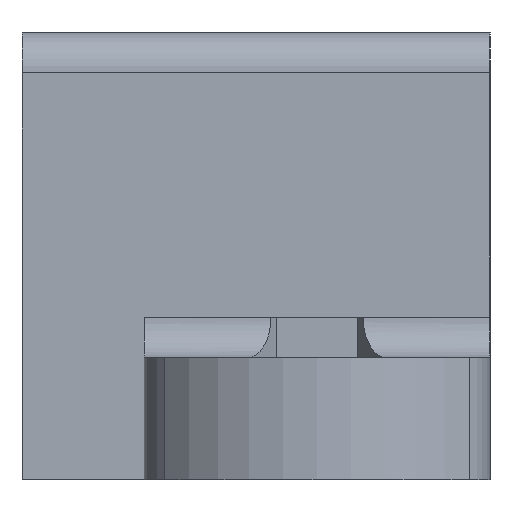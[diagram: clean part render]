
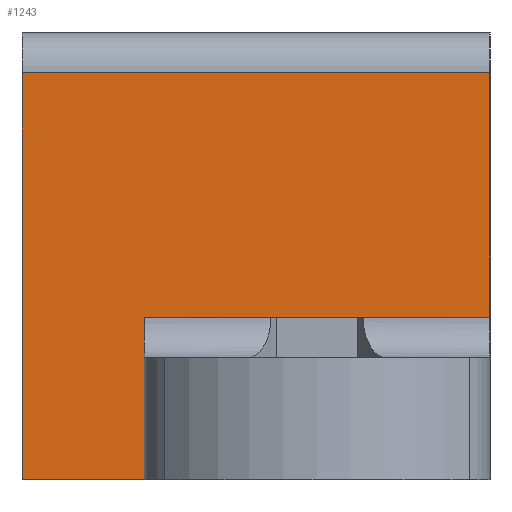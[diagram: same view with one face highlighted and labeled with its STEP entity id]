
A CAD part, left-side view. The second image highlights one B-rep face of the part: STEP entity #1243.
In plain terms, the highlighted planar face has unit normal (-1, 0, 0).
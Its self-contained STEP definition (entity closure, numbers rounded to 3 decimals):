
#85=FACE_OUTER_BOUND('',#145,.T.);
#145=EDGE_LOOP('',(#1073,#1074,#1075,#1076,#1077,#1078,#1079,#1080));
#211=LINE('',#1759,#361);
#220=LINE('',#1784,#370);
#298=LINE('',#1957,#448);
#316=LINE('',#2011,#466);
#317=LINE('',#2016,#467);
#322=LINE('',#2029,#472);
#323=LINE('',#2031,#473);
#324=LINE('',#2032,#474);
#361=VECTOR('',#1411,10.);
#370=VECTOR('',#1432,10.);
#448=VECTOR('',#1584,10.);
#466=VECTOR('',#1640,10.);
#467=VECTOR('',#1645,10.);
#472=VECTOR('',#1658,10.);
#473=VECTOR('',#1659,10.);
#474=VECTOR('',#1660,10.);
#497=VERTEX_POINT('',#1728);
#505=VERTEX_POINT('',#1753);
#516=VERTEX_POINT('',#1783);
#574=VERTEX_POINT('',#1955);
#591=VERTEX_POINT('',#2009);
#593=VERTEX_POINT('',#2014);
#597=VERTEX_POINT('',#2028);
#598=VERTEX_POINT('',#2030);
#634=EDGE_CURVE('',#497,#505,#211,.T.);
#646=EDGE_CURVE('',#505,#516,#220,.T.);
#733=EDGE_CURVE('',#574,#497,#298,.T.);
#760=EDGE_CURVE('',#591,#516,#316,.T.);
#762=EDGE_CURVE('',#593,#574,#317,.T.);
#770=EDGE_CURVE('',#597,#593,#322,.T.);
#771=EDGE_CURVE('',#598,#597,#323,.T.);
#772=EDGE_CURVE('',#591,#598,#324,.T.);
#1073=ORIENTED_EDGE('',*,*,#733,.F.);
#1074=ORIENTED_EDGE('',*,*,#762,.F.);
#1075=ORIENTED_EDGE('',*,*,#770,.F.);
#1076=ORIENTED_EDGE('',*,*,#771,.F.);
#1077=ORIENTED_EDGE('',*,*,#772,.F.);
#1078=ORIENTED_EDGE('',*,*,#760,.T.);
#1079=ORIENTED_EDGE('',*,*,#646,.F.);
#1080=ORIENTED_EDGE('',*,*,#634,.F.);
#1187=PLANE('',#1345);
#1243=ADVANCED_FACE('',(#85),#1187,.T.);
#1345=AXIS2_PLACEMENT_3D('',#2027,#1656,#1657);
#1411=DIRECTION('',(0.,1.,0.));
#1432=DIRECTION('',(0.,1.,0.));
#1584=DIRECTION('',(0.,1.,0.));
#1640=DIRECTION('',(0.,0.,1.));
#1645=DIRECTION('',(0.,0.,-1.));
#1656=DIRECTION('center_axis',(-1.,0.,0.));
#1657=DIRECTION('ref_axis',(0.,0.,1.));
#1658=DIRECTION('',(0.,-1.,0.));
#1659=DIRECTION('',(0.,0.,1.));
#1660=DIRECTION('',(0.,1.,0.));
#1728=CARTESIAN_POINT('',(-7.5,-2.634,4.));
#1753=CARTESIAN_POINT('',(-7.5,-0.366,4.));
#1759=CARTESIAN_POINT('',(-7.5,-0.75,4.));
#1783=CARTESIAN_POINT('',(-7.5,2.75,4.));
#1784=CARTESIAN_POINT('',(-7.5,-0.75,4.));
#1955=CARTESIAN_POINT('',(-7.5,-5.75,4.));
#1957=CARTESIAN_POINT('',(-7.5,-0.75,4.));
#2009=CARTESIAN_POINT('',(-7.5,2.75,0.));
#2011=CARTESIAN_POINT('',(-7.5,2.75,0.));
#2014=CARTESIAN_POINT('',(-7.5,-5.75,10.));
#2016=CARTESIAN_POINT('',(-7.5,-5.75,10.));
#2027=CARTESIAN_POINT('Origin',(-7.5,0.,0.));
#2028=CARTESIAN_POINT('',(-7.5,5.75,10.));
#2029=CARTESIAN_POINT('',(-7.5,0.,10.));
#2030=CARTESIAN_POINT('',(-7.5,5.75,0.));
#2031=CARTESIAN_POINT('',(-7.5,5.75,10.));
#2032=CARTESIAN_POINT('',(-7.5,0.,0.));
